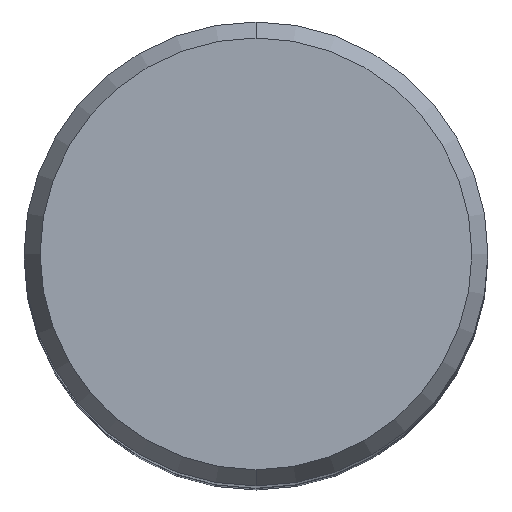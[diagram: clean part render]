
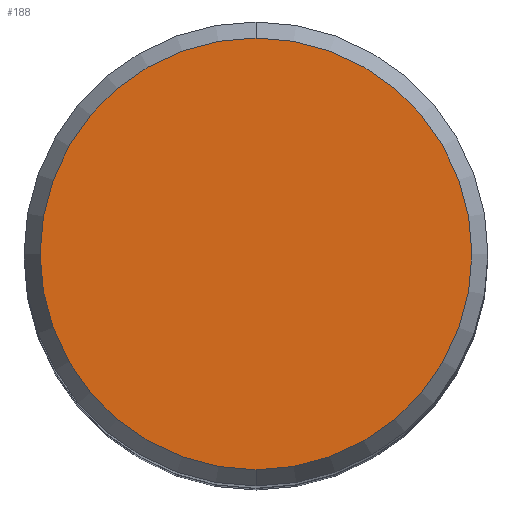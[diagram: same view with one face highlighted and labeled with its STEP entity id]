
A CAD part, top view. The second image highlights one B-rep face of the part: STEP entity #188.
In plain terms, the highlighted planar face has unit normal (0, 0, 1).
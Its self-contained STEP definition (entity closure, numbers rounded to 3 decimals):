
#172=VERTEX_POINT('',#369);
#188=ADVANCED_FACE('',(#387),#388,.T.);
#190=EDGE_CURVE('',#172,#268,#390,.T.);
#220=EDGE_CURVE('',#268,#172,#422,.T.);
#268=VERTEX_POINT('',#475);
#369=CARTESIAN_POINT('',(0.0,9.307,0.01));
#387=FACE_OUTER_BOUND('',#611,.T.);
#388=PLANE('',#612);
#390=CIRCLE('',#615,9.307);
#422=CIRCLE('',#661,9.307);
#475=CARTESIAN_POINT('',(0.,-9.307,0.01));
#611=EDGE_LOOP('',(#869,#870));
#612=AXIS2_PLACEMENT_3D('',#871,#872,#873);
#615=AXIS2_PLACEMENT_3D('',#874,#875,#876);
#661=AXIS2_PLACEMENT_3D('',#917,#918,#919);
#869=ORIENTED_EDGE('',*,*,#190,.F.);
#870=ORIENTED_EDGE('',*,*,#220,.F.);
#871=CARTESIAN_POINT('',(0.0,4.654,0.01));
#872=DIRECTION('',(-0.0,0.0,1.0));
#873=DIRECTION('',(0.0,-1.0,0.0));
#874=CARTESIAN_POINT('',(0.0,0.0,0.01));
#875=DIRECTION('',(0.0,0.0,-1.0));
#876=DIRECTION('',(0.0,1.0,0.0));
#917=CARTESIAN_POINT('',(0.0,0.0,0.01));
#918=DIRECTION('',(0.0,0.0,-1.0));
#919=DIRECTION('',(0.0,1.0,0.0));
